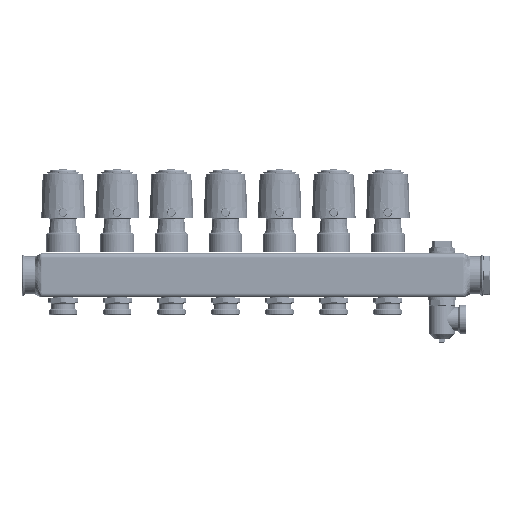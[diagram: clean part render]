
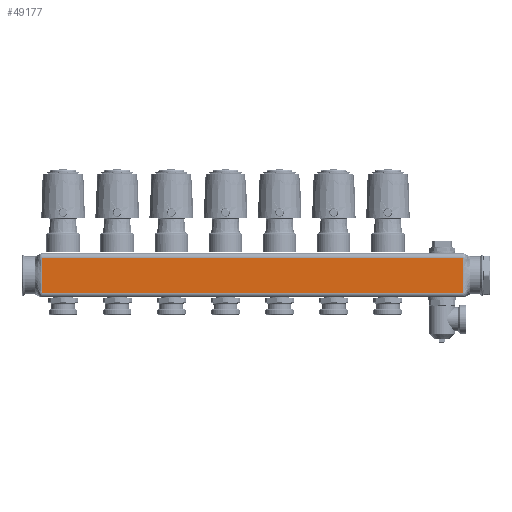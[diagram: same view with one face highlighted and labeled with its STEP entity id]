
A CAD part, top view. The second image highlights one B-rep face of the part: STEP entity #49177.
In plain terms, the highlighted planar face has unit normal (0, 0, 1).
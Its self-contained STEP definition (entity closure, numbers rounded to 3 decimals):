
#33337=DIRECTION('',(-1.,0.,0.));
#33338=VECTOR('',#33337,388.);
#33339=CARTESIAN_POINT('',(369.,-16.302,
20.5));
#33340=LINE('',#33339,#33338);
#33341=CARTESIAN_POINT('',(-19.,-16.302,
20.5));
#33342=CARTESIAN_POINT('',(-19.,-16.294,
20.5));
#33343=CARTESIAN_POINT('',(-19.,-16.249,
20.5));
#33344=CARTESIAN_POINT('',(-19.,-16.161,
20.5));
#33345=CARTESIAN_POINT('',(-19.,-16.036,
20.5));
#33346=CARTESIAN_POINT('',(-19.,-15.903,
20.5));
#33347=CARTESIAN_POINT('',(-19.,-15.726,
20.5));
#33348=CARTESIAN_POINT('',(-19.,-15.506,
20.5));
#33349=CARTESIAN_POINT('',(-19.,-15.153,
20.5));
#33350=CARTESIAN_POINT('',(-19.,-14.713,
20.5));
#33351=CARTESIAN_POINT('',(-19.,-14.187,
20.5));
#33352=CARTESIAN_POINT('',(-19.,-13.663,
20.5));
#33353=CARTESIAN_POINT('',(-19.,-12.966,
20.5));
#33354=CARTESIAN_POINT('',(-19.,-11.753,
20.5));
#33355=CARTESIAN_POINT('',(-19.,-10.036,
20.5));
#33356=CARTESIAN_POINT('',(-19.,-7.999,
20.5));
#33357=CARTESIAN_POINT('',(-19.,-5.981,
20.5));
#33358=CARTESIAN_POINT('',(-19.,-3.311,
20.5));
#33359=CARTESIAN_POINT('',(-19.,-0.662,
20.5));
#33360=CARTESIAN_POINT('',(-19.,1.987,
20.5));
#33361=CARTESIAN_POINT('',(-19.,4.643,
20.5));
#33362=CARTESIAN_POINT('',(-19.,7.989,
20.5));
#33363=CARTESIAN_POINT('',(-19.,11.401,
20.5));
#33364=CARTESIAN_POINT('',(-19.,14.183,
20.5));
#33365=CARTESIAN_POINT('',(-19.,15.592,
20.5));
#33366=CARTESIAN_POINT('',(-19.,16.302,
20.5));
#33368=DIRECTION('',(-1.,0.,0.));
#33369=VECTOR('',#33368,388.);
#33370=CARTESIAN_POINT('',(369.,16.302,20.5));
#33371=LINE('',#33370,#33369);
#33372=CARTESIAN_POINT('',(369.,16.302,20.5));
#33593=CARTESIAN_POINT('',(369.,-16.302,
20.5));
#33611=CARTESIAN_POINT('',(369.,-16.302,
20.5));
#33612=CARTESIAN_POINT('',(369.,-16.294,
20.5));
#33613=CARTESIAN_POINT('',(369.,-16.249,
20.5));
#33614=CARTESIAN_POINT('',(369.,-16.161,
20.5));
#33615=CARTESIAN_POINT('',(369.,-16.036,
20.5));
#33616=CARTESIAN_POINT('',(369.,-15.903,
20.5));
#33617=CARTESIAN_POINT('',(369.,-15.726,
20.5));
#33618=CARTESIAN_POINT('',(369.,-15.506,
20.5));
#33619=CARTESIAN_POINT('',(369.,-15.153,
20.5));
#33620=CARTESIAN_POINT('',(369.,-14.713,
20.5));
#33621=CARTESIAN_POINT('',(369.,-14.187,
20.5));
#33622=CARTESIAN_POINT('',(369.,-13.663,
20.5));
#33623=CARTESIAN_POINT('',(369.,-12.966,
20.5));
#33624=CARTESIAN_POINT('',(369.,-11.753,
20.5));
#33625=CARTESIAN_POINT('',(369.,-10.036,
20.5));
#33626=CARTESIAN_POINT('',(369.,-7.999,
20.5));
#33627=CARTESIAN_POINT('',(369.,-5.981,
20.5));
#33628=CARTESIAN_POINT('',(369.,-3.311,
20.5));
#33629=CARTESIAN_POINT('',(369.,-0.662,
20.5));
#33630=CARTESIAN_POINT('',(369.,1.987,20.5));
#33631=CARTESIAN_POINT('',(369.,4.643,20.5));
#33632=CARTESIAN_POINT('',(369.,7.989,20.5));
#33633=CARTESIAN_POINT('',(369.,11.401,20.5));
#33634=CARTESIAN_POINT('',(369.,14.183,20.5));
#33635=CARTESIAN_POINT('',(369.,15.592,20.5));
#33636=CARTESIAN_POINT('',(369.,16.302,20.5));
#36014=CARTESIAN_POINT('',(-19.,16.302,
20.5));
#48390=VERTEX_POINT('',#36014);
#48391=VERTEX_POINT('',#33372);
#48410=VERTEX_POINT('',#33593);
#48412=CARTESIAN_POINT('',(-19.,-16.302,
20.5));
#48413=VERTEX_POINT('',#48412);
#49163=CARTESIAN_POINT('',(25.,16.302,20.5));
#49164=DIRECTION('',(0.,0.,1.));
#49165=DIRECTION('',(0.,-1.,0.));
#49166=AXIS2_PLACEMENT_3D('',#49163,#49164,#49165);
#49167=PLANE('',#49166);
#49169=ORIENTED_EDGE('',*,*,#49168,.F.);
#49171=ORIENTED_EDGE('',*,*,#49170,.F.);
#49172=ORIENTED_EDGE('',*,*,#49153,.T.);
#49174=ORIENTED_EDGE('',*,*,#49173,.T.);
#49175=EDGE_LOOP('',(#49169,#49171,#49172,#49174));
#49176=FACE_OUTER_BOUND('',#49175,.F.);
#49177=ADVANCED_FACE('',(#49176),#49167,.T.);
#33367=B_SPLINE_CURVE_WITH_KNOTS('',3,(#33341,#33342,#33343,#33344,#33345,
#33346,#33347,#33348,#33349,#33350,#33351,#33352,#33353,#33354,#33355,#33356,
#33357,#33358,#33359,#33360,#33361,#33362,#33363,#33364,#33365,#33366),
.UNSPECIFIED.,.F.,.F.,(4,1,1,1,1,1,1,1,1,1,1,1,1,1,1,1,1,1,1,1,1,1,1,4),(0.,
0.001,0.004,0.008,0.012,
0.016,0.023,0.031,0.047,
0.063,0.078,0.094,0.125,
0.188,0.25,0.313,0.375,
0.5,0.563,0.625,0.75,
0.875,0.937,1.),.UNSPECIFIED.);
#33637=B_SPLINE_CURVE_WITH_KNOTS('',3,(#33611,#33612,#33613,#33614,#33615,
#33616,#33617,#33618,#33619,#33620,#33621,#33622,#33623,#33624,#33625,#33626,
#33627,#33628,#33629,#33630,#33631,#33632,#33633,#33634,#33635,#33636),
.UNSPECIFIED.,.F.,.F.,(4,1,1,1,1,1,1,1,1,1,1,1,1,1,1,1,1,1,1,1,1,1,1,4),(0.,
0.001,0.004,0.008,0.012,
0.016,0.023,0.031,0.047,
0.063,0.078,0.094,0.125,
0.188,0.25,0.313,0.375,
0.5,0.563,0.625,0.75,
0.875,0.937,1.),.UNSPECIFIED.);
#49153=EDGE_CURVE('',#48410,#48413,#33340,.T.);
#49168=EDGE_CURVE('',#48391,#48390,#33371,.T.);
#49170=EDGE_CURVE('',#48410,#48391,#33637,.T.);
#49173=EDGE_CURVE('',#48413,#48390,#33367,.T.);
